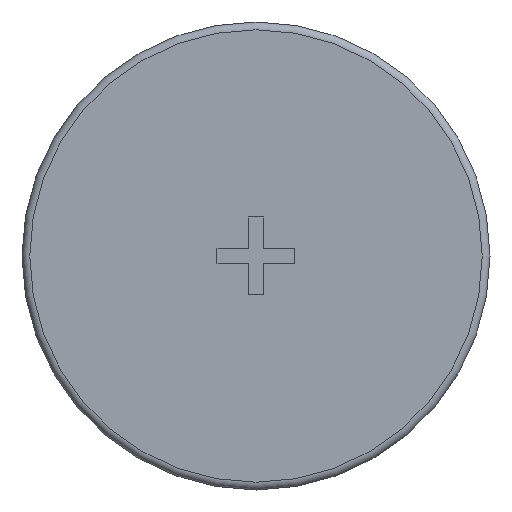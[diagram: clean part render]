
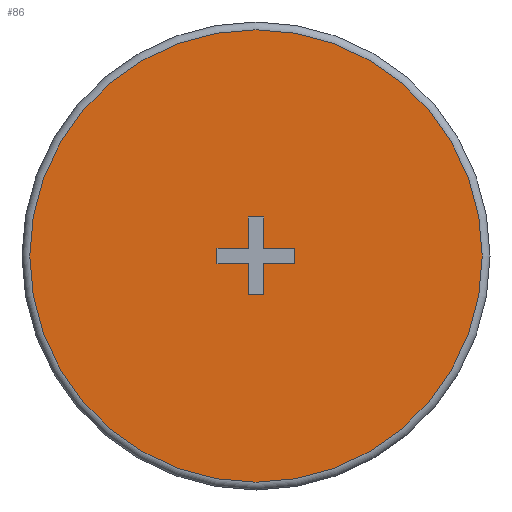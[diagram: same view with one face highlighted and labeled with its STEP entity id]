
A CAD part, front view. The second image highlights one B-rep face of the part: STEP entity #86.
In plain terms, the highlighted planar face has unit normal (0, -1, 0).
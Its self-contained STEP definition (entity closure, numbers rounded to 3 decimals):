
#86 = ADVANCED_FACE( '', ( #181, #182 ), #183, .F. );
#181 = FACE_BOUND( '', #280, .T. );
#182 = FACE_OUTER_BOUND( '', #281, .T. );
#183 = PLANE( '', #282 );
#280 = EDGE_LOOP( '', ( #445, #446, #447, #448, #449, #450, #451, #452, #453, #454, #455, #456 ) );
#281 = EDGE_LOOP( '', ( #457 ) );
#282 = AXIS2_PLACEMENT_3D( '', #458, #459, #460 );
#445 = ORIENTED_EDGE( '', *, *, #613, .T. );
#446 = ORIENTED_EDGE( '', *, *, #614, .F. );
#447 = ORIENTED_EDGE( '', *, *, #589, .T. );
#448 = ORIENTED_EDGE( '', *, *, #603, .T. );
#449 = ORIENTED_EDGE( '', *, *, #615, .T. );
#450 = ORIENTED_EDGE( '', *, *, #594, .T. );
#451 = ORIENTED_EDGE( '', *, *, #616, .T. );
#452 = ORIENTED_EDGE( '', *, *, #617, .T. );
#453 = ORIENTED_EDGE( '', *, *, #599, .T. );
#454 = ORIENTED_EDGE( '', *, *, #581, .T. );
#455 = ORIENTED_EDGE( '', *, *, #618, .T. );
#456 = ORIENTED_EDGE( '', *, *, #571, .T. );
#457 = ORIENTED_EDGE( '', *, *, #619, .T. );
#458 = CARTESIAN_POINT( '', ( 14.5, 0., 0. ) );
#459 = DIRECTION( '', ( 0., 1., 0. ) );
#460 = DIRECTION( '', ( 0., 0., 1. ) );
#571 = EDGE_CURVE( '', #674, #675, #676, .T. );
#581 = EDGE_CURVE( '', #689, #690, #691, .T. );
#589 = EDGE_CURVE( '', #702, #703, #704, .T. );
#594 = EDGE_CURVE( '', #711, #712, #713, .T. );
#599 = EDGE_CURVE( '', #720, #689, #721, .T. );
#603 = EDGE_CURVE( '', #703, #726, #727, .T. );
#613 = EDGE_CURVE( '', #675, #740, #741, .T. );
#614 = EDGE_CURVE( '', #702, #740, #742, .T. );
#615 = EDGE_CURVE( '', #726, #711, #743, .T. );
#616 = EDGE_CURVE( '', #712, #744, #745, .T. );
#617 = EDGE_CURVE( '', #744, #720, #746, .T. );
#618 = EDGE_CURVE( '', #690, #674, #747, .T. );
#619 = EDGE_CURVE( '', #748, #748, #749, .T. );
#674 = VERTEX_POINT( '', #815 );
#675 = VERTEX_POINT( '', #816 );
#676 = LINE( '', #817, #818 );
#689 = VERTEX_POINT( '', #836 );
#690 = VERTEX_POINT( '', #837 );
#691 = LINE( '', #838, #839 );
#702 = VERTEX_POINT( '', #855 );
#703 = VERTEX_POINT( '', #856 );
#704 = LINE( '', #857, #858 );
#711 = VERTEX_POINT( '', #868 );
#712 = VERTEX_POINT( '', #869 );
#713 = LINE( '', #870, #871 );
#720 = VERTEX_POINT( '', #881 );
#721 = LINE( '', #882, #883 );
#726 = VERTEX_POINT( '', #890 );
#727 = LINE( '', #891, #892 );
#740 = VERTEX_POINT( '', #911 );
#741 = LINE( '', #912, #913 );
#742 = LINE( '', #914, #915 );
#743 = LINE( '', #916, #917 );
#744 = VERTEX_POINT( '', #918 );
#745 = LINE( '', #919, #920 );
#746 = LINE( '', #921, #922 );
#747 = LINE( '', #923, #924 );
#748 = VERTEX_POINT( '', #925 );
#749 = CIRCLE( '', #926, 14.5 );
#815 = CARTESIAN_POINT( '', ( 0.5, 0., 2.5 ) );
#816 = CARTESIAN_POINT( '', ( 0.5, 0., 0.5 ) );
#817 = CARTESIAN_POINT( '', ( 0.5, 0., 2.5 ) );
#818 = VECTOR( '', #984, 1000. );
#836 = CARTESIAN_POINT( '', ( -0.5, 0., 0.5 ) );
#837 = CARTESIAN_POINT( '', ( -0.5, 0., 2.5 ) );
#838 = CARTESIAN_POINT( '', ( -0.5, 0., 0.5 ) );
#839 = VECTOR( '', #990, 1000. );
#855 = CARTESIAN_POINT( '', ( 2.5, 0., -0.5 ) );
#856 = CARTESIAN_POINT( '', ( 0.5, 0., -0.5 ) );
#857 = CARTESIAN_POINT( '', ( 2.5, 0., -0.5 ) );
#858 = VECTOR( '', #996, 1000. );
#868 = CARTESIAN_POINT( '', ( -0.5, 0., -2.5 ) );
#869 = CARTESIAN_POINT( '', ( -0.5, 0., -0.5 ) );
#870 = CARTESIAN_POINT( '', ( -0.5, 0., -2.5 ) );
#871 = VECTOR( '', #1000, 1000. );
#881 = CARTESIAN_POINT( '', ( -2.5, 0., 0.5 ) );
#882 = CARTESIAN_POINT( '', ( -2.5, 0., 0.5 ) );
#883 = VECTOR( '', #1004, 1000. );
#890 = CARTESIAN_POINT( '', ( 0.5, 0., -2.5 ) );
#891 = CARTESIAN_POINT( '', ( 0.5, 0., -0.5 ) );
#892 = VECTOR( '', #1007, 1000. );
#911 = CARTESIAN_POINT( '', ( 2.5, 0., 0.5 ) );
#912 = CARTESIAN_POINT( '', ( 0.5, 0., 0.5 ) );
#913 = VECTOR( '', #1014, 1000. );
#914 = CARTESIAN_POINT( '', ( 2.5, 0., 0. ) );
#915 = VECTOR( '', #1015, 1000. );
#916 = CARTESIAN_POINT( '', ( 0.5, 0., -2.5 ) );
#917 = VECTOR( '', #1016, 1000. );
#918 = CARTESIAN_POINT( '', ( -2.5, 0., -0.5 ) );
#919 = CARTESIAN_POINT( '', ( -0.5, 0., -0.5 ) );
#920 = VECTOR( '', #1017, 1000. );
#921 = CARTESIAN_POINT( '', ( -2.5, 0., -0.5 ) );
#922 = VECTOR( '', #1018, 1000. );
#923 = CARTESIAN_POINT( '', ( -0.5, 0., 2.5 ) );
#924 = VECTOR( '', #1019, 1000. );
#925 = CARTESIAN_POINT( '', ( 0., 0., -14.5 ) );
#926 = AXIS2_PLACEMENT_3D( '', #1020, #1021, #1022 );
#984 = DIRECTION( '', ( 0., 0., -1. ) );
#990 = DIRECTION( '', ( 0., 0., 1. ) );
#996 = DIRECTION( '', ( -1., 0., 0. ) );
#1000 = DIRECTION( '', ( 0., 0., 1. ) );
#1004 = DIRECTION( '', ( 1., 0., 0. ) );
#1007 = DIRECTION( '', ( 0., 0., -1. ) );
#1014 = DIRECTION( '', ( 1., 0., 0. ) );
#1015 = DIRECTION( '', ( 0., 0., 1. ) );
#1016 = DIRECTION( '', ( -1., 0., 0. ) );
#1017 = DIRECTION( '', ( -1., 0., 0. ) );
#1018 = DIRECTION( '', ( 0., 0., 1. ) );
#1019 = DIRECTION( '', ( 1., 0., 0. ) );
#1020 = CARTESIAN_POINT( '', ( 0., 0., 0. ) );
#1021 = DIRECTION( '', ( 0., -1., 0. ) );
#1022 = DIRECTION( '', ( 0., 0., -1. ) );
